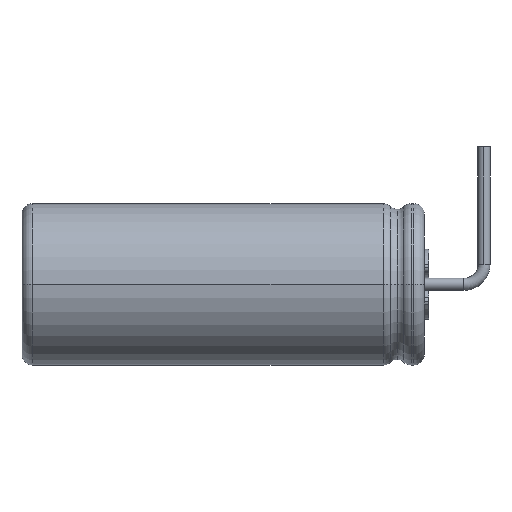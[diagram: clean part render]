
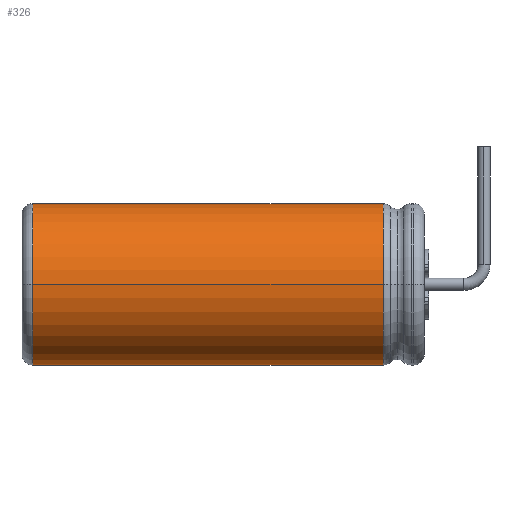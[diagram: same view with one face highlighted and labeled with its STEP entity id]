
A CAD part, left-side view. The second image highlights one B-rep face of the part: STEP entity #326.
In plain terms, the highlighted cylindrical face has radius 4.025 mm (diameter 8.051 mm), a partial arc.
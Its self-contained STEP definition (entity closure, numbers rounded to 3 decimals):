
#326 = ADVANCED_FACE ( 'NONE', ( #4939 ), #1057, .T. ) ;
#489 = VERTEX_POINT ( 'NONE', #804 ) ;
#613 = EDGE_CURVE ( 'NONE', #489, #2920, #4594, .T. ) ;
#804 = CARTESIAN_POINT ( 'NONE',  ( 0., 20., 4.025 ) ) ;
#815 = LINE ( 'NONE', #1469, #3532 ) ;
#907 = VERTEX_POINT ( 'NONE', #2923 ) ;
#981 = DIRECTION ( 'NONE',  ( 1., 0., 0. ) ) ;
#1057 = CYLINDRICAL_SURFACE ( 'NONE', #3285, 4.025 ) ;
#1195 = ORIENTED_EDGE ( 'NONE', *, *, #3595, .F. ) ;
#1469 = CARTESIAN_POINT ( 'NONE',  ( 0., 12.922, 4.025 ) ) ;
#1745 = CARTESIAN_POINT ( 'NONE',  ( 0., 20., 0. ) ) ;
#1746 = ORIENTED_EDGE ( 'NONE', *, *, #613, .T. ) ;
#1769 = AXIS2_PLACEMENT_3D ( 'NONE', #1745, #2512, #2821 ) ;
#2089 = AXIS2_PLACEMENT_3D ( 'NONE', #2913, #2169, #4068 ) ;
#2124 = CARTESIAN_POINT ( 'NONE',  ( 0., 12.922, 0. ) ) ;
#2169 = DIRECTION ( 'NONE',  ( 0., -1., 0. ) ) ;
#2278 = EDGE_CURVE ( 'NONE', #489, #3619, #815, .T. ) ;
#2426 = CARTESIAN_POINT ( 'NONE',  ( 0., 2.52, 4.025 ) ) ;
#2512 = DIRECTION ( 'NONE',  ( 0., -1., 0. ) ) ;
#2619 = DIRECTION ( 'NONE',  ( 0., -1., 0. ) ) ;
#2669 = VECTOR ( 'NONE', #3997, 1000. ) ;
#2821 = DIRECTION ( 'NONE',  ( 1., 0., 0. ) ) ;
#2913 = CARTESIAN_POINT ( 'NONE',  ( 0., 2.52, 0. ) ) ;
#2920 = VERTEX_POINT ( 'NONE', #4494 ) ;
#2923 = CARTESIAN_POINT ( 'NONE',  ( 0., 2.52, -4.025 ) ) ;
#3285 = AXIS2_PLACEMENT_3D ( 'NONE', #2124, #4449, #981 ) ;
#3515 = ORIENTED_EDGE ( 'NONE', *, *, #2278, .F. ) ;
#3532 = VECTOR ( 'NONE', #2619, 1000. ) ;
#3546 = LINE ( 'NONE', #4331, #2669 ) ;
#3595 = EDGE_CURVE ( 'NONE', #907, #2920, #3546, .T. ) ;
#3619 = VERTEX_POINT ( 'NONE', #2426 ) ;
#3755 = EDGE_CURVE ( 'NONE', #3619, #907, #4645, .T. ) ;
#3997 = DIRECTION ( 'NONE',  ( 0., 1., 0. ) ) ;
#4068 = DIRECTION ( 'NONE',  ( 1., 0., 0. ) ) ;
#4112 = ORIENTED_EDGE ( 'NONE', *, *, #3755, .F. ) ;
#4331 = CARTESIAN_POINT ( 'NONE',  ( 0., 12.922, -4.025 ) ) ;
#4449 = DIRECTION ( 'NONE',  ( 0., 1., 0. ) ) ;
#4494 = CARTESIAN_POINT ( 'NONE',  ( 0., 20., -4.025 ) ) ;
#4594 = CIRCLE ( 'NONE', #1769, 4.025 ) ;
#4645 = CIRCLE ( 'NONE', #2089, 4.025 ) ;
#4905 = EDGE_LOOP ( 'NONE', ( #1746, #1195, #4112, #3515 ) ) ;
#4939 = FACE_OUTER_BOUND ( 'NONE', #4905, .T. ) ;
